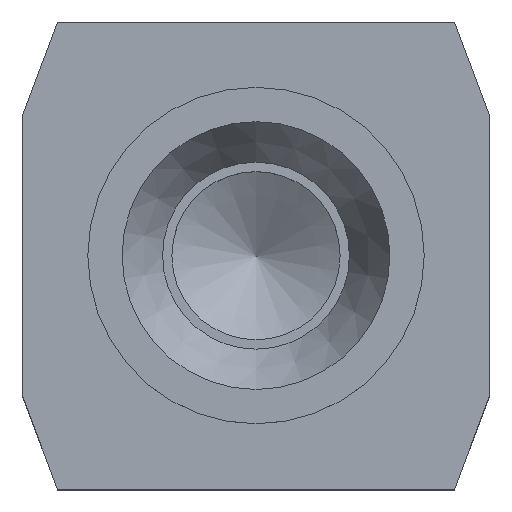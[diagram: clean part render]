
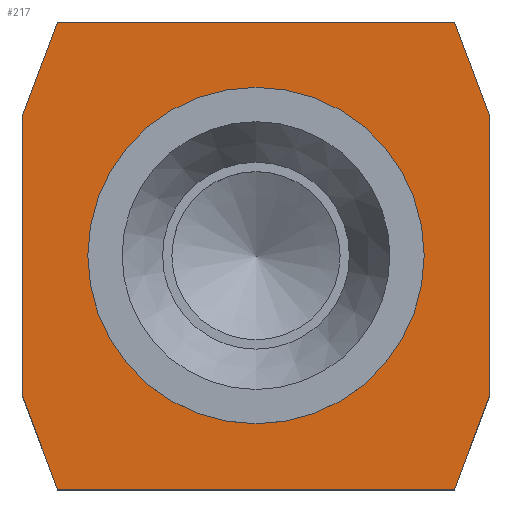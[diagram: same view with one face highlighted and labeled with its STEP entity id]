
A CAD part, top view. The second image highlights one B-rep face of the part: STEP entity #217.
In plain terms, the highlighted planar face has unit normal (0, 0, 1).
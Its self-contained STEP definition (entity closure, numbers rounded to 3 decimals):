
#188 = EDGE_CURVE('',#189,#191,#193,.T.);
#189 = VERTEX_POINT('',#190);
#190 = CARTESIAN_POINT('',(0.914,0.,4.083));
#191 = VERTEX_POINT('',#192);
#192 = CARTESIAN_POINT('',(0.,0.914,4.083));
#193 = CIRCLE('',#194,0.914);
#194 = AXIS2_PLACEMENT_3D('',#195,#196,#197);
#195 = CARTESIAN_POINT('',(0.,0.,4.083));
#196 = DIRECTION('',(0.,0.,1.));
#197 = DIRECTION('',(1.,0.,0.));
#206 = EDGE_CURVE('',#191,#189,#207,.T.);
#207 = CIRCLE('',#208,0.914);
#208 = AXIS2_PLACEMENT_3D('',#209,#210,#211);
#209 = CARTESIAN_POINT('',(0.,0.,4.083));
#210 = DIRECTION('',(0.,0.,1.));
#211 = DIRECTION('',(1.,0.,0.));
#217 = ADVANCED_FACE('',(#218,#284),#288,.T.);
#218 = FACE_BOUND('',#219,.T.);
#219 = EDGE_LOOP('',(#220,#230,#238,#246,#254,#262,#270,#278));
#220 = ORIENTED_EDGE('',*,*,#221,.T.);
#221 = EDGE_CURVE('',#222,#224,#226,.T.);
#222 = VERTEX_POINT('',#223);
#223 = CARTESIAN_POINT('',(1.08,1.27,4.083));
#224 = VERTEX_POINT('',#225);
#225 = CARTESIAN_POINT('',(-1.08,1.27,4.083));
#226 = LINE('',#227,#228);
#227 = CARTESIAN_POINT('',(1.27,1.27,4.083));
#228 = VECTOR('',#229,1.);
#229 = DIRECTION('',(-1.,0.,0.));
#230 = ORIENTED_EDGE('',*,*,#231,.F.);
#231 = EDGE_CURVE('',#232,#224,#234,.T.);
#232 = VERTEX_POINT('',#233);
#233 = CARTESIAN_POINT('',(-1.27,0.762,4.083));
#234 = LINE('',#235,#236);
#235 = CARTESIAN_POINT('',(-1.27,0.762,4.083));
#236 = VECTOR('',#237,1.);
#237 = DIRECTION('',(0.351,0.936,0.)
  );
#238 = ORIENTED_EDGE('',*,*,#239,.T.);
#239 = EDGE_CURVE('',#232,#240,#242,.T.);
#240 = VERTEX_POINT('',#241);
#241 = CARTESIAN_POINT('',(-1.27,-0.762,4.083));
#242 = LINE('',#243,#244);
#243 = CARTESIAN_POINT('',(-1.27,1.27,4.083));
#244 = VECTOR('',#245,1.);
#245 = DIRECTION('',(0.,-1.,0.));
#246 = ORIENTED_EDGE('',*,*,#247,.F.);
#247 = EDGE_CURVE('',#248,#240,#250,.T.);
#248 = VERTEX_POINT('',#249);
#249 = CARTESIAN_POINT('',(-1.08,-1.27,4.083));
#250 = LINE('',#251,#252);
#251 = CARTESIAN_POINT('',(-1.08,-1.27,4.083));
#252 = VECTOR('',#253,1.);
#253 = DIRECTION('',(-0.351,0.936,0.
    ));
#254 = ORIENTED_EDGE('',*,*,#255,.T.);
#255 = EDGE_CURVE('',#248,#256,#258,.T.);
#256 = VERTEX_POINT('',#257);
#257 = CARTESIAN_POINT('',(1.08,-1.27,4.083));
#258 = LINE('',#259,#260);
#259 = CARTESIAN_POINT('',(-1.27,-1.27,4.083));
#260 = VECTOR('',#261,1.);
#261 = DIRECTION('',(1.,0.,0.));
#262 = ORIENTED_EDGE('',*,*,#263,.F.);
#263 = EDGE_CURVE('',#264,#256,#266,.T.);
#264 = VERTEX_POINT('',#265);
#265 = CARTESIAN_POINT('',(1.27,-0.762,4.083));
#266 = LINE('',#267,#268);
#267 = CARTESIAN_POINT('',(1.27,-0.762,4.083));
#268 = VECTOR('',#269,1.);
#269 = DIRECTION('',(-0.351,-0.936,0.
    ));
#270 = ORIENTED_EDGE('',*,*,#271,.T.);
#271 = EDGE_CURVE('',#264,#272,#274,.T.);
#272 = VERTEX_POINT('',#273);
#273 = CARTESIAN_POINT('',(1.27,0.762,4.083));
#274 = LINE('',#275,#276);
#275 = CARTESIAN_POINT('',(1.27,-1.27,4.083));
#276 = VECTOR('',#277,1.);
#277 = DIRECTION('',(0.,1.,0.));
#278 = ORIENTED_EDGE('',*,*,#279,.F.);
#279 = EDGE_CURVE('',#222,#272,#280,.T.);
#280 = LINE('',#281,#282);
#281 = CARTESIAN_POINT('',(1.08,1.27,4.083));
#282 = VECTOR('',#283,1.);
#283 = DIRECTION('',(0.351,-0.936,0.)
  );
#284 = FACE_BOUND('',#285,.T.);
#285 = EDGE_LOOP('',(#286,#287));
#286 = ORIENTED_EDGE('',*,*,#188,.F.);
#287 = ORIENTED_EDGE('',*,*,#206,.F.);
#288 = PLANE('',#289);
#289 = AXIS2_PLACEMENT_3D('',#290,#291,#292);
#290 = CARTESIAN_POINT('',(-1.27,0.,4.083));
#291 = DIRECTION('',(0.,0.,1.));
#292 = DIRECTION('',(0.,-1.,0.));
